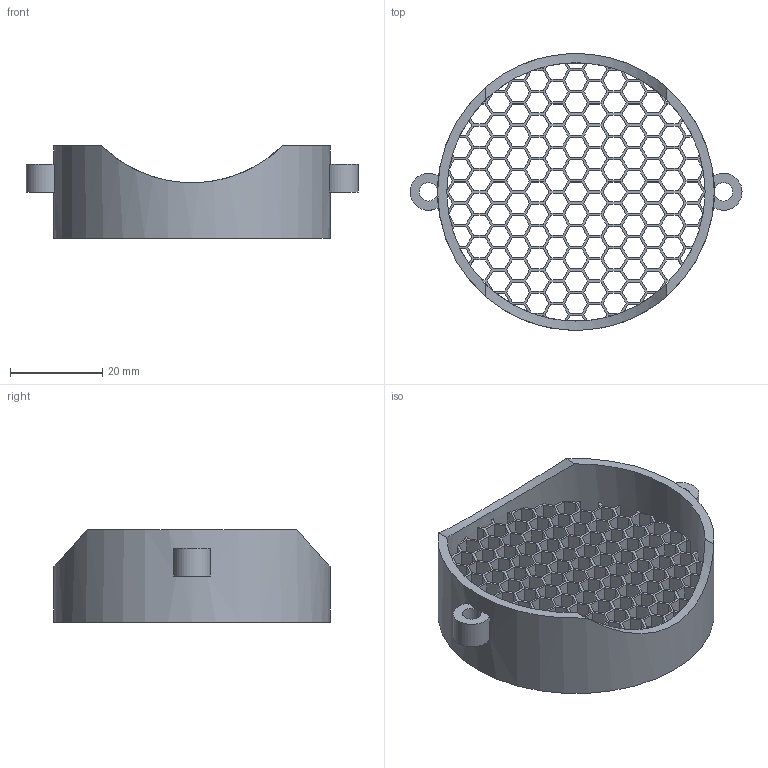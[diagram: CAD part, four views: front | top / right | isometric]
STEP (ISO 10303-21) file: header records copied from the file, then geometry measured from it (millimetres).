
FILE_DESCRIPTION(('FreeCAD Model'),'2;1');
FILE_NAME('Open CASCADE Shape Model','2024-10-13T15:14:08',(''),(''), 'Open CASCADE STEP processor 7.6','FreeCAD','Unknown');
FILE_SCHEMA(('AUTOMOTIVE_DESIGN { 1 0 10303 214 1 1 1 1 }'));
Length unit declared in the file: millimetre
Products named in the file (1): union001
Bounding box: 71.99 x 60 x 20 mm (x, y, z)
Volume: 11610.2 mm3; surface area: 26522.8 mm2
Topology: 1 solids, 1 shells, 799 faces, 2609 edges, 1702 vertices
Faces by surface type: plane 789, cylinder 10
Full cylindrical faces by diameter (mm): 4 x1, 56 x1, 60 x1
Entity records: 28780 total; most frequent: ORIENTED_EDGE 5218, CARTESIAN_POINT 5209, DIRECTION 4404, EDGE_CURVE 2609, LINE 2410, VECTOR 2410, VERTEX_POINT 1702, FACE_BOUND 999
